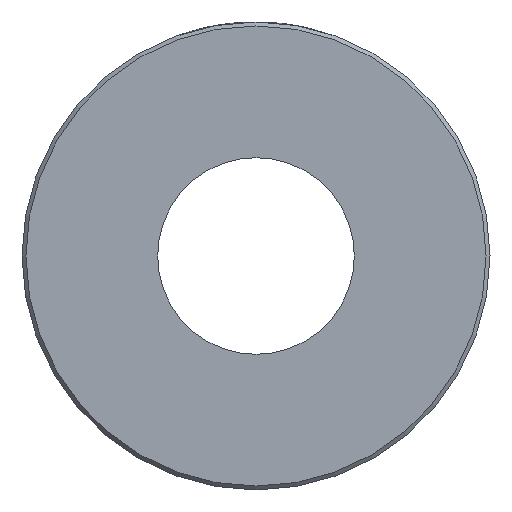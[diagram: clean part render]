
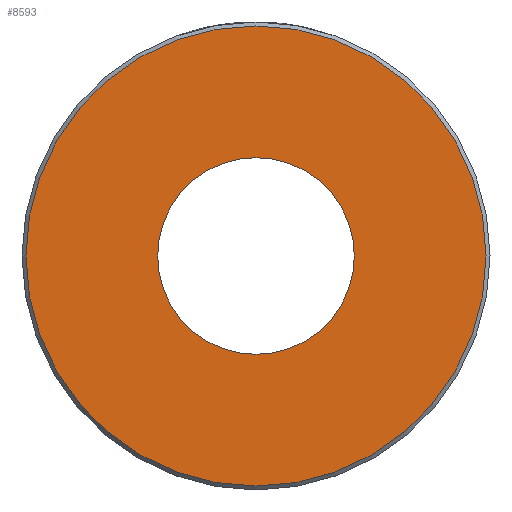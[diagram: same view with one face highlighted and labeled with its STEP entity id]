
A CAD part, left-side view. The second image highlights one B-rep face of the part: STEP entity #8593.
In plain terms, the highlighted planar face has unit normal (-1, 0, 0).
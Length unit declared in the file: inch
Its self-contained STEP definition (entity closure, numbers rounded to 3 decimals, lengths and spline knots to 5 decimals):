
#8509=CARTESIAN_POINT('',(0.0,-0.375,0.0));
#8510=VERTEX_POINT('',#8509);
#8511=CARTESIAN_POINT('',(0.0,0.0,0.0));
#8512=DIRECTION('',(1.0,0.0,0.0));
#8513=DIRECTION('',(0.0,-1.0,0.0));
#8514=AXIS2_PLACEMENT_3D('',#8511,#8512,#8513);
#8515=CIRCLE('',#8514,0.375);
#8516=EDGE_CURVE('',#8510,#8510,#8515,.T.);
#8570=CARTESIAN_POINT('',(0.0,0.8775,0.));
#8571=VERTEX_POINT('',#8570);
#8572=CARTESIAN_POINT('',(0.0,0.0,0.0));
#8573=DIRECTION('',(1.0,0.0,0.0));
#8574=DIRECTION('',(0.0,-1.0,0.0));
#8575=AXIS2_PLACEMENT_3D('',#8572,#8573,#8574);
#8576=CIRCLE('',#8575,0.8775);
#8577=EDGE_CURVE('',#8571,#8571,#8576,.T.);
#8582=CARTESIAN_POINT('',(0.0,0.0,0.0));
#8583=DIRECTION('',(-1.0,0.0,0.0));
#8584=DIRECTION('',(0.0,0.0,1.0));
#8585=AXIS2_PLACEMENT_3D('',#8582,#8583,#8584);
#8586=PLANE('',#8585);
#8587=ORIENTED_EDGE('',*,*,#8577,.F.);
#8588=EDGE_LOOP('',(#8587));
#8589=FACE_OUTER_BOUND('',#8588,.T.);
#8590=ORIENTED_EDGE('',*,*,#8516,.T.);
#8591=EDGE_LOOP('',(#8590));
#8592=FACE_BOUND('',#8591,.T.);
#8593=ADVANCED_FACE('',(#8589,#8592),#8586,.T.);
